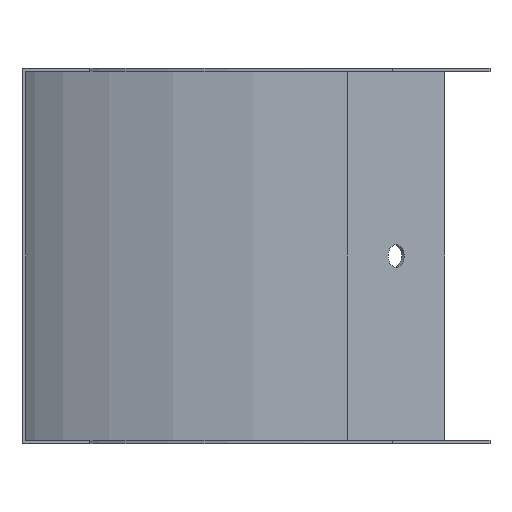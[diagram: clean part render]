
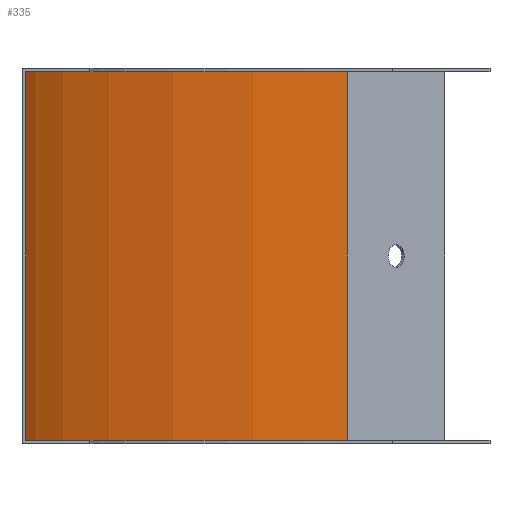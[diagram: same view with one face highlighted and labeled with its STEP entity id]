
A CAD part, front view. The second image highlights one B-rep face of the part: STEP entity #335.
In plain terms, the highlighted cylindrical face has radius 240 mm (diameter 480 mm), a partial arc.
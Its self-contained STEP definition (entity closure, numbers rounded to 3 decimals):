
#16 = CIRCLE ( 'NONE', #542, 240. ) ;
#85 = CIRCLE ( 'NONE', #584, 240. ) ;
#97 = VECTOR ( 'NONE', #631, 1000. ) ;
#106 = LINE ( 'NONE', #627, #97 ) ;
#107 = VECTOR ( 'NONE', #463, 1000. ) ;
#111 = LINE ( 'NONE', #459, #107 ) ;
#134 = CYLINDRICAL_SURFACE ( 'NONE', #594, 240. ) ;
#143 = FACE_OUTER_BOUND ( 'NONE', #327, .T. ) ;
#147 = VERTEX_POINT ( 'NONE', #461 ) ;
#152 = VERTEX_POINT ( 'NONE', #458 ) ;
#166 = VERTEX_POINT ( 'NONE', #421 ) ;
#170 = VERTEX_POINT ( 'NONE', #413 ) ;
#226 = ORIENTED_EDGE ( 'NONE', *, *, #572, .T. ) ;
#230 = ORIENTED_EDGE ( 'NONE', *, *, #575, .F. ) ;
#291 = ORIENTED_EDGE ( 'NONE', *, *, #574, .F. ) ;
#297 = ORIENTED_EDGE ( 'NONE', *, *, #522, .T. ) ;
#327 = EDGE_LOOP ( 'NONE', ( #291, #297, #226, #230 ) ) ;
#335 = ADVANCED_FACE ( 'NONE', ( #143 ), #134, .F. ) ;
#354 = CARTESIAN_POINT ( 'NONE',  ( 240., 30.048, -81.2 ) ) ;
#356 = DIRECTION ( 'NONE',  ( 0., 0., 1. ) ) ;
#367 = DIRECTION ( 'NONE',  ( 1., 0., 0. ) ) ;
#413 = CARTESIAN_POINT ( 'NONE',  ( 70.294, 199.753, -80.4 ) ) ;
#421 = CARTESIAN_POINT ( 'NONE',  ( 70.294, 199.753, 0. ) ) ;
#458 = CARTESIAN_POINT ( 'NONE',  ( 0., 30.048, -80.4 ) ) ;
#459 = CARTESIAN_POINT ( 'NONE',  ( 70.294, 199.753, -81.2 ) ) ;
#461 = CARTESIAN_POINT ( 'NONE',  ( 0., 30.048, 0. ) ) ;
#463 = DIRECTION ( 'NONE',  ( 0., 0., 1. ) ) ;
#522 = EDGE_CURVE ( 'NONE', #170, #166, #111, .T. ) ;
#542 = AXIS2_PLACEMENT_3D ( 'NONE', #624, #623, #622 ) ;
#572 = EDGE_CURVE ( 'NONE', #166, #147, #85, .T. ) ;
#574 = EDGE_CURVE ( 'NONE', #170, #152, #16, .T. ) ;
#575 = EDGE_CURVE ( 'NONE', #152, #147, #106, .T. ) ;
#584 = AXIS2_PLACEMENT_3D ( 'NONE', #630, #629, #628 ) ;
#594 = AXIS2_PLACEMENT_3D ( 'NONE', #354, #356, #367 ) ;
#622 = DIRECTION ( 'NONE',  ( -1., 0., 0. ) ) ;
#623 = DIRECTION ( 'NONE',  ( 0., 0., 1. ) ) ;
#624 = CARTESIAN_POINT ( 'NONE',  ( 240., 30.048, -80.4 ) ) ;
#627 = CARTESIAN_POINT ( 'NONE',  ( 0., 30.048, -81.2 ) ) ;
#628 = DIRECTION ( 'NONE',  ( -1., 0., 0. ) ) ;
#629 = DIRECTION ( 'NONE',  ( 0., 0., 1. ) ) ;
#630 = CARTESIAN_POINT ( 'NONE',  ( 240., 30.048, 0. ) ) ;
#631 = DIRECTION ( 'NONE',  ( 0., 0., 1. ) ) ;
